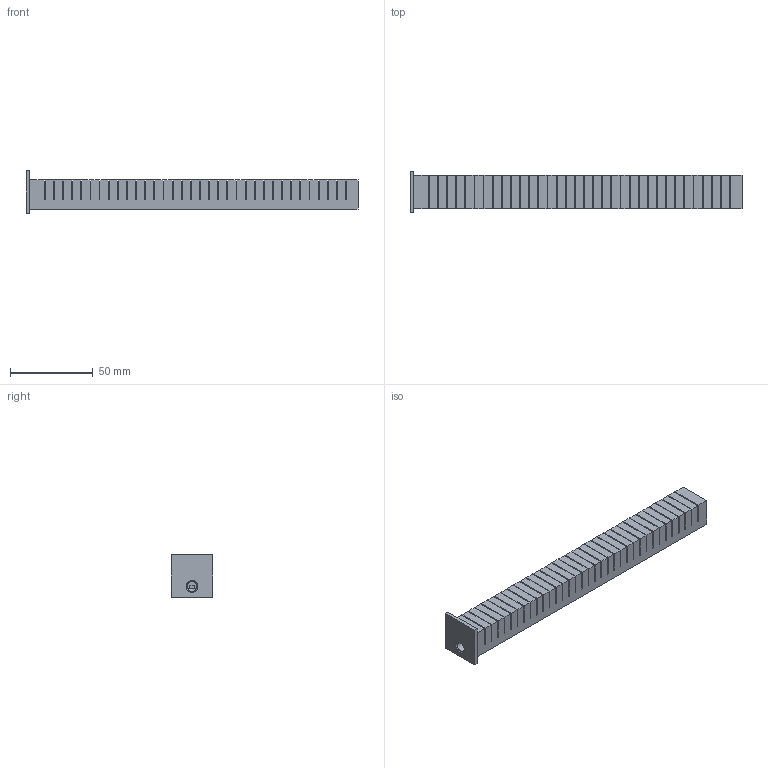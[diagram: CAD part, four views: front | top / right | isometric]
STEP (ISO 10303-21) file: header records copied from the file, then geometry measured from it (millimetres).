
FILE_DESCRIPTION(('CATIA V5 STEP Exchange'),'2;1');
FILE_NAME('Gripper_t1.0_d0.5_b13_l5_n35.stp','2017-04-24T08:10:14+00:00',('none'),('none'),'CATIA Version 5 Release 18 GA (IN-10)','CATIA V5 STEP AP203','none');
FILE_SCHEMA(('CONFIG_CONTROL_DESIGN'));
Length unit declared in the file: millimetre
Products named in the file (1): Gripper_t1.0_d0.5_b13_l5_n35
Bounding box: 200.1 x 25 x 25.5 mm (x, y, z)
Volume: 39377.6 mm3; surface area: 57132.3 mm2
Topology: 1 solids, 1 shells, 431 faces, 1282 edges, 855 vertices
Faces by surface type: plane 425, cone 4, cylinder 2
Entity records: 12900 total; most frequent: ORIENTED_EDGE 2564, CARTESIAN_POINT 2361, DIRECTION 1605, EDGE_CURVE 1282, VECTOR 1271, LINE 1271, VERTEX_POINT 855, EDGE_LOOP 433
